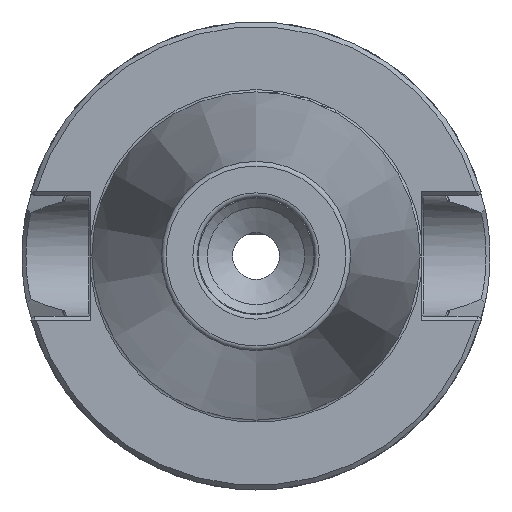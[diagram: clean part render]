
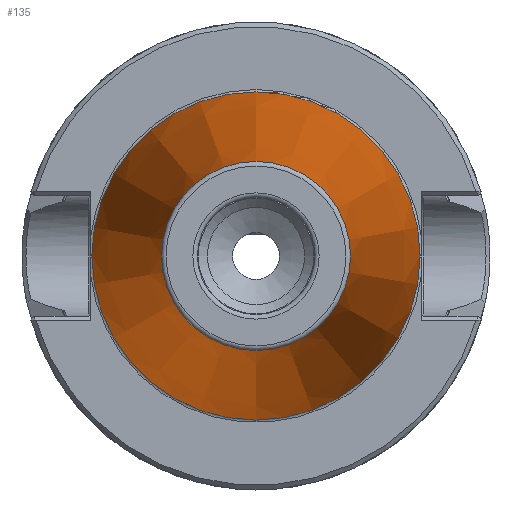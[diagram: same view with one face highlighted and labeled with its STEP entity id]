
A CAD part, left-side view. The second image highlights one B-rep face of the part: STEP entity #135.
In plain terms, the highlighted conical face has half-angle 8.297 degrees and reference radius 20.204 mm.
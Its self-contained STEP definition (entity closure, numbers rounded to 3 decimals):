
#135 = ADVANCED_FACE( '', ( #352, #353 ), #354, .T. );
#352 = FACE_OUTER_BOUND( '', #698, .T. );
#353 = FACE_BOUND( '', #699, .T. );
#354 = CONICAL_SURFACE( '', #700, 20.204, 0.145 );
#698 = EDGE_LOOP( '', ( #1069 ) );
#699 = EDGE_LOOP( '', ( #1070 ) );
#700 = AXIS2_PLACEMENT_3D( '', #1071, #1072, #1073 );
#1069 = ORIENTED_EDGE( '', *, *, #1818, .T. );
#1070 = ORIENTED_EDGE( '', *, *, #1819, .F. );
#1071 = CARTESIAN_POINT( '', ( -100.944, 0., 0. ) );
#1072 = DIRECTION( '', ( 1., 0., 0. ) );
#1073 = DIRECTION( '', ( 0., 0., -1. ) );
#1818 = EDGE_CURVE( '', #2141, #2141, #2142, .T. );
#1819 = EDGE_CURVE( '', #2143, #2143, #2144, .T. );
#2141 = VERTEX_POINT( '', #2764 );
#2142 = CIRCLE( '', #2765, 35.065 );
#2143 = VERTEX_POINT( '', #2766 );
#2144 = CIRCLE( '', #2767, 20.204 );
#2764 = CARTESIAN_POINT( '', ( 0.963, 0., 35.065 ) );
#2765 = AXIS2_PLACEMENT_3D( '', #3515, #3516, #3517 );
#2766 = CARTESIAN_POINT( '', ( -100.944, 0., 20.204 ) );
#2767 = AXIS2_PLACEMENT_3D( '', #3518, #3519, #3520 );
#3515 = CARTESIAN_POINT( '', ( 0.963, 0., 0. ) );
#3516 = DIRECTION( '', ( -1., 0., 0. ) );
#3517 = DIRECTION( '', ( 0., 0., 1. ) );
#3518 = CARTESIAN_POINT( '', ( -100.944, 0., 0. ) );
#3519 = DIRECTION( '', ( -1., 0., 0. ) );
#3520 = DIRECTION( '', ( 0., 0., 1. ) );
